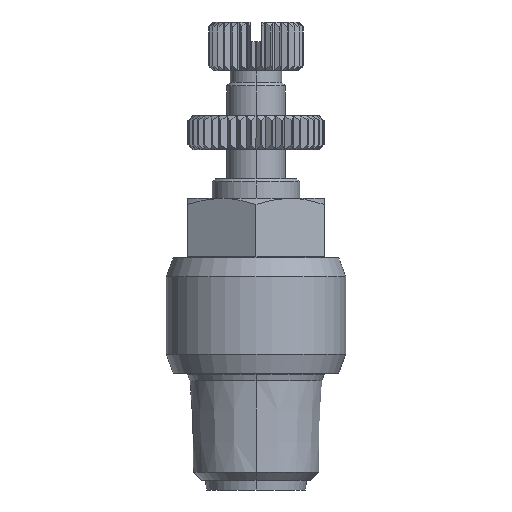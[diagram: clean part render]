
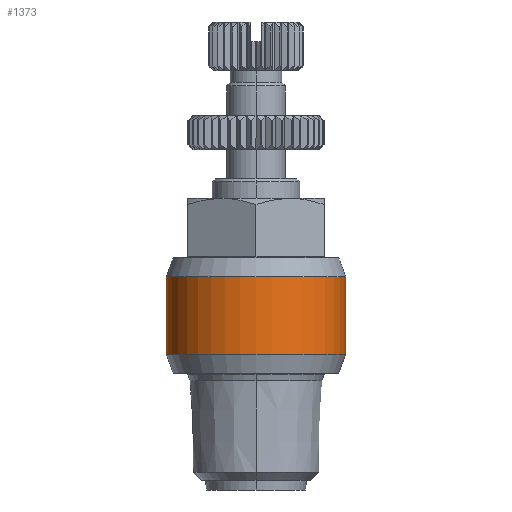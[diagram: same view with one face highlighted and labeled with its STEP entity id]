
A CAD part, left-side view. The second image highlights one B-rep face of the part: STEP entity #1373.
In plain terms, the highlighted cylindrical face has radius 9.2 mm (diameter 18.4 mm), a partial arc.
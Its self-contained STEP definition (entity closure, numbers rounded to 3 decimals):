
#17 = CARTESIAN_POINT ( 'NONE',  ( 0.2, -9.2, -0.3 ) ) ;
#272 = DIRECTION ( 'NONE',  ( 0., -1., 0. ) ) ;
#493 = EDGE_LOOP ( 'NONE', ( #4993, #4609, #17652, #20291 ) ) ;
#787 = CARTESIAN_POINT ( 'NONE',  ( 0.2, -9.2, 3.677 ) ) ;
#817 = DIRECTION ( 'NONE',  ( 0., 0., -1. ) ) ;
#863 = CYLINDRICAL_SURFACE ( 'NONE', #16810, 9.2 ) ;
#1373 = ADVANCED_FACE ( 'NONE', ( #11799 ), #863, .T. ) ;
#1739 = VECTOR ( 'NONE', #17582, 1000. ) ;
#2870 = CARTESIAN_POINT ( 'NONE',  ( 0.2, 0., -0.3 ) ) ;
#4609 = ORIENTED_EDGE ( 'NONE', *, *, #11362, .T. ) ;
#4619 = VERTEX_POINT ( 'NONE', #12897 ) ;
#4993 = ORIENTED_EDGE ( 'NONE', *, *, #26546, .T. ) ;
#5577 = VERTEX_POINT ( 'NONE', #787 ) ;
#6928 = CARTESIAN_POINT ( 'NONE',  ( 0.2, 0., 3.677 ) ) ;
#7225 = LINE ( 'NONE', #7638, #1739 ) ;
#7638 = CARTESIAN_POINT ( 'NONE',  ( 0.2, 9.2, -0.3 ) ) ;
#9406 = VERTEX_POINT ( 'NONE', #17870 ) ;
#9984 = CARTESIAN_POINT ( 'NONE',  ( 0.2, 9.2, -4.277 ) ) ;
#10042 = LINE ( 'NONE', #17, #11630 ) ;
#10583 = CARTESIAN_POINT ( 'NONE',  ( 0.2, 0., -4.277 ) ) ;
#11362 = EDGE_CURVE ( 'NONE', #22685, #9406, #7225, .T. ) ;
#11630 = VECTOR ( 'NONE', #18331, 1000. ) ;
#11799 = FACE_OUTER_BOUND ( 'NONE', #493, .T. ) ;
#12291 = EDGE_CURVE ( 'NONE', #4619, #5577, #10042, .T. ) ;
#12897 = CARTESIAN_POINT ( 'NONE',  ( 0.2, -9.2, -4.277 ) ) ;
#12933 = DIRECTION ( 'NONE',  ( 0., -1., 0. ) ) ;
#13090 = EDGE_CURVE ( 'NONE', #9406, #5577, #14790, .T. ) ;
#14790 = CIRCLE ( 'NONE', #21834, 9.2 ) ;
#16810 = AXIS2_PLACEMENT_3D ( 'NONE', #2870, #19189, #17252 ) ;
#17252 = DIRECTION ( 'NONE',  ( 0., -1., 0. ) ) ;
#17582 = DIRECTION ( 'NONE',  ( 0., 0., 1. ) ) ;
#17652 = ORIENTED_EDGE ( 'NONE', *, *, #13090, .T. ) ;
#17870 = CARTESIAN_POINT ( 'NONE',  ( 0.2, 9.2, 3.677 ) ) ;
#18331 = DIRECTION ( 'NONE',  ( 0., 0., 1. ) ) ;
#18567 = DIRECTION ( 'NONE',  ( 0., 0., 1. ) ) ;
#19189 = DIRECTION ( 'NONE',  ( 0., 0., 1. ) ) ;
#20291 = ORIENTED_EDGE ( 'NONE', *, *, #12291, .F. ) ;
#21834 = AXIS2_PLACEMENT_3D ( 'NONE', #6928, #817, #12933 ) ;
#22509 = CIRCLE ( 'NONE', #25552, 9.2 ) ;
#22685 = VERTEX_POINT ( 'NONE', #9984 ) ;
#25552 = AXIS2_PLACEMENT_3D ( 'NONE', #10583, #18567, #272 ) ;
#26546 = EDGE_CURVE ( 'NONE', #4619, #22685, #22509, .T. ) ;
